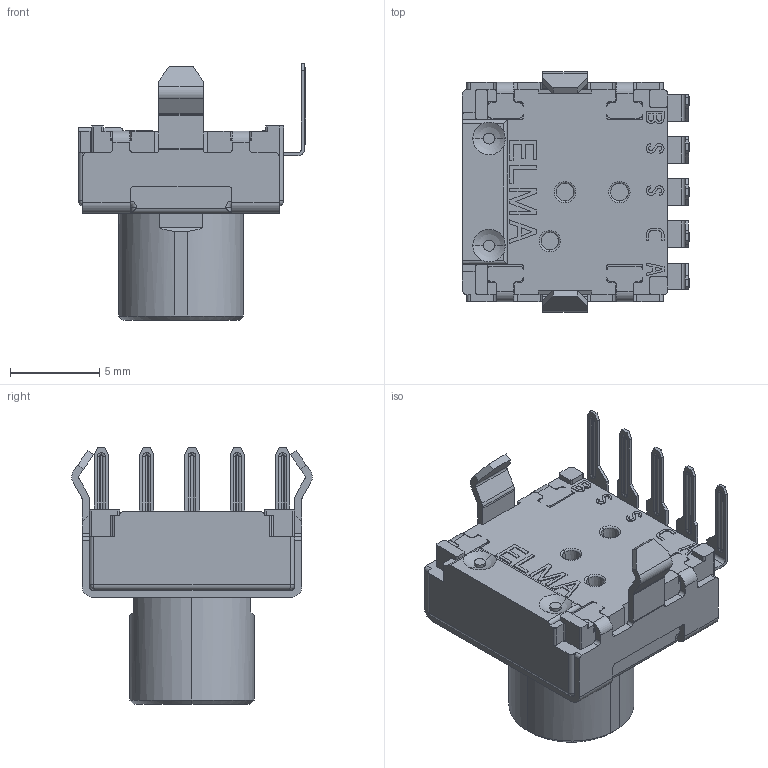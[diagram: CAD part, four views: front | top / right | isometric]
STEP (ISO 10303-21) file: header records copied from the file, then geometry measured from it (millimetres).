
FILE_DESCRIPTION(('OneSpaceDesigner STEP Export'),'2;1');
FILE_NAME('E33-VNXXX-NXXX.stp','2009-12-24T12:33:21',(''),(''),'OneSpace Designer STEP processor for AP214 (Solid Model)','OneSpace Designer 13.20A 18-Aug-2005 (C) CoCreate Software GmbH','');
FILE_SCHEMA(('AUTOMOTIVE_DESIGN { 1 0 10303 214 1 1 1 1 }'));
Length unit declared in the file: millimetre
Products named in the file (2): E33-VNXXX-NXXX
Assembly tree (1 placements, depth 2):
  E33-VNXXX-NXXX
    E33-VNXXX-NXXX
Bounding box: 12.73 x 13.5 x 14.4 mm (x, y, z)
Volume: 867 mm3; surface area: 842.8 mm2
Topology: 1 solids, 1 shells, 720 faces, 1941 edges, 1228 vertices
Faces by surface type: plane 343, cylinder 249, torus 106, cone 10, bspline 8, sphere 4
Entity records: 21708 total; most frequent: CARTESIAN_POINT 4308, ORIENTED_EDGE 3866, DIRECTION 3424, EDGE_CURVE 1933, VERTEX_POINT 1228, VECTOR 1156, LINE 1156, AXIS2_PLACEMENT_3D 1134
